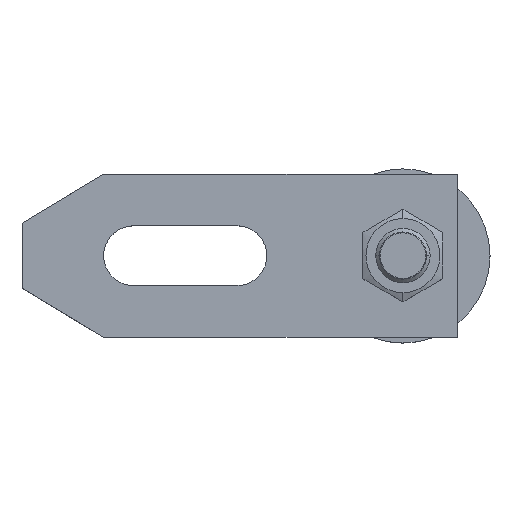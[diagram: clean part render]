
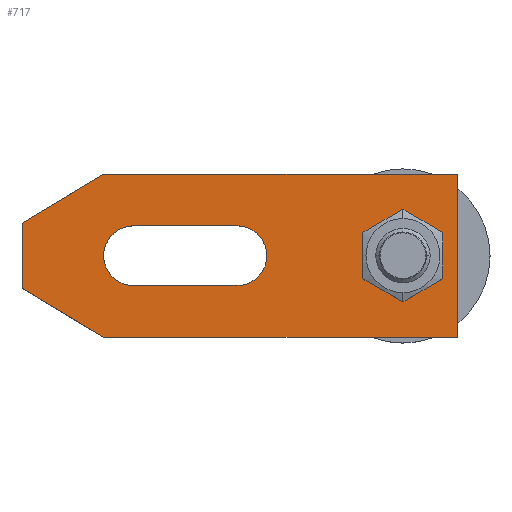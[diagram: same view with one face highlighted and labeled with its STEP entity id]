
A CAD part, top view. The second image highlights one B-rep face of the part: STEP entity #717.
In plain terms, the highlighted planar face has unit normal (0, 0, 1).
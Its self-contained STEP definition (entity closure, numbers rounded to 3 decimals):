
#381=EDGE_CURVE('',#405,#505,#1074,.T.);
#399=EDGE_CURVE('',#443,#405,#1093,.T.);
#405=VERTEX_POINT('',#1099);
#433=EDGE_CURVE('',#487,#443,#1130,.T.);
#443=VERTEX_POINT('',#1142);
#465=VERTEX_POINT('',#1164);
#475=EDGE_CURVE('',#505,#487,#1175,.T.);
#487=VERTEX_POINT('',#1189);
#505=VERTEX_POINT('',#1212);
#517=VERTEX_POINT('',#1224);
#523=EDGE_CURVE('',#517,#705,#1230,.T.);
#545=EDGE_CURVE('',#465,#843,#1255,.T.);
#565=EDGE_CURVE('',#673,#667,#1278,.T.);
#623=EDGE_CURVE('',#671,#517,#1341,.T.);
#643=EDGE_CURVE('',#843,#465,#1363,.T.);
#665=EDGE_CURVE('',#705,#673,#1387,.T.);
#667=VERTEX_POINT('',#1389);
#671=VERTEX_POINT('',#1394);
#673=VERTEX_POINT('',#1396);
#705=VERTEX_POINT('',#1430);
#717=ADVANCED_FACE('',(#1443,#1444,#1445),#1446,.T.);
#829=EDGE_CURVE('',#667,#839,#1568,.T.);
#839=VERTEX_POINT('',#1580);
#843=VERTEX_POINT('',#1585);
#877=EDGE_CURVE('',#839,#671,#1623,.T.);
#1074=LINE('',#1837,#1838);
#1093=CIRCLE('',#1868,5.5);
#1099=CARTESIAN_POINT('',(39.5,-5.5,15.0));
#1130=LINE('',#1929,#1930);
#1142=CARTESIAN_POINT('',(39.5,5.5,15.0));
#1164=CARTESIAN_POINT('',(75.0,0.,15.0));
#1175=CIRCLE('',#1988,5.5);
#1189=CARTESIAN_POINT('',(20.5,5.5,15.0));
#1212=CARTESIAN_POINT('',(20.5,-5.5,15.0));
#1224=CARTESIAN_POINT('',(80.0,-15.0,15.0));
#1230=LINE('',#2058,#2059);
#1255=CIRCLE('',#2104,5.0);
#1278=LINE('',#2137,#2138);
#1341=LINE('',#2247,#2248);
#1363=CIRCLE('',#2277,5.0);
#1387=LINE('',#2313,#2314);
#1389=CARTESIAN_POINT('',(0.0,6.,15.0));
#1394=CARTESIAN_POINT('',(80.0,15.0,15.0));
#1396=CARTESIAN_POINT('',(0.0,-6.,15.0));
#1430=CARTESIAN_POINT('',(15.0,-15.0,15.0));
#1443=FACE_BOUND('',#2403,.T.);
#1444=FACE_BOUND('',#2404,.T.);
#1445=FACE_OUTER_BOUND('',#2405,.T.);
#1446=PLANE('',#2406);
#1568=LINE('',#2603,#2604);
#1580=CARTESIAN_POINT('',(15.0,15.0,15.0));
#1585=CARTESIAN_POINT('',(65.0,0.,15.0));
#1623=LINE('',#2679,#2680);
#1837=CARTESIAN_POINT('',(41.098,-5.5,15.0));
#1838=VECTOR('',#2967,1.0);
#1868=AXIS2_PLACEMENT_3D('',#2981,#2982,#2983);
#1929=CARTESIAN_POINT('',(31.598,5.5,15.0));
#1930=VECTOR('',#3026,1.0);
#1988=AXIS2_PLACEMENT_3D('',#3070,#3071,#3072);
#2058=CARTESIAN_POINT('',(15.0,-15.0,15.0));
#2059=VECTOR('',#3141,1.0);
#2104=AXIS2_PLACEMENT_3D('',#3171,#3172,#3173);
#2137=CARTESIAN_POINT('',(0.0,6.,15.0));
#2138=VECTOR('',#3205,1.0);
#2247=CARTESIAN_POINT('',(80.0,-15.0,15.0));
#2248=VECTOR('',#3279,1.0);
#2277=AXIS2_PLACEMENT_3D('',#3308,#3309,#3310);
#2313=CARTESIAN_POINT('',(0.0,-6.,15.0));
#2314=VECTOR('',#3332,1.0);
#2403=EDGE_LOOP('',(#3379,#3380));
#2404=EDGE_LOOP('',(#3381,#3382,#3383,#3384));
#2405=EDGE_LOOP('',(#3385,#3386,#3387,#3388,#3389,#3390));
#2406=AXIS2_PLACEMENT_3D('',#3391,#3392,#3393);
#2603=CARTESIAN_POINT('',(15.0,15.0,15.0));
#2604=VECTOR('',#3497,1.0);
#2679=CARTESIAN_POINT('',(80.0,15.0,15.0));
#2680=VECTOR('',#3560,1.0);
#2967=DIRECTION('',(-1.0,0.0,0.0));
#2981=CARTESIAN_POINT('',(39.5,0.0,15.0));
#2982=DIRECTION('',(0.0,0.0,-1.0));
#2983=DIRECTION('',(0.0,1.0,0.0));
#3026=DIRECTION('',(1.0,0.0,0.0));
#3070=CARTESIAN_POINT('',(20.5,0.0,15.0));
#3071=DIRECTION('',(0.0,0.0,-1.0));
#3072=DIRECTION('',(0.0,-1.0,0.0));
#3141=DIRECTION('',(-1.0,0.0,0.0));
#3171=CARTESIAN_POINT('',(70.0,0.0,15.0));
#3172=DIRECTION('',(0.0,0.0,-1.0));
#3173=DIRECTION('',(-1.0,0.,0.0));
#3205=DIRECTION('',(0.0,1.0,0.0));
#3279=DIRECTION('',(0.0,-1.0,0.0));
#3308=CARTESIAN_POINT('',(70.0,0.0,15.0));
#3309=DIRECTION('',(0.0,0.0,-1.0));
#3310=DIRECTION('',(-1.0,0.,0.0));
#3332=DIRECTION('',(-0.857,0.514,0.0));
#3379=ORIENTED_EDGE('',*,*,#643,.T.);
#3380=ORIENTED_EDGE('',*,*,#545,.T.);
#3381=ORIENTED_EDGE('',*,*,#475,.T.);
#3382=ORIENTED_EDGE('',*,*,#433,.T.);
#3383=ORIENTED_EDGE('',*,*,#399,.T.);
#3384=ORIENTED_EDGE('',*,*,#381,.T.);
#3385=ORIENTED_EDGE('',*,*,#523,.F.);
#3386=ORIENTED_EDGE('',*,*,#623,.F.);
#3387=ORIENTED_EDGE('',*,*,#877,.F.);
#3388=ORIENTED_EDGE('',*,*,#829,.F.);
#3389=ORIENTED_EDGE('',*,*,#565,.F.);
#3390=ORIENTED_EDGE('',*,*,#665,.F.);
#3391=CARTESIAN_POINT('',(42.696,0.,15.0));
#3392=DIRECTION('',(0.0,0.0,1.0));
#3393=DIRECTION('',(1.0,0.0,0.0));
#3497=DIRECTION('',(0.857,0.514,0.0));
#3560=DIRECTION('',(1.0,0.0,0.0));
